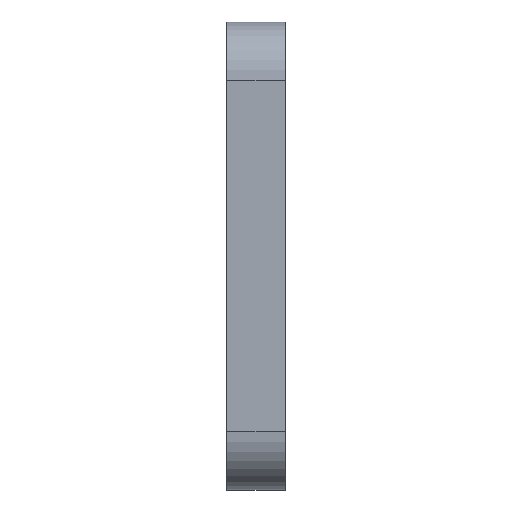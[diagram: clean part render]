
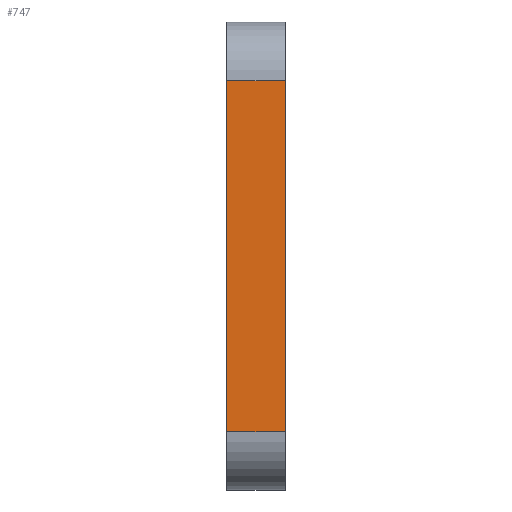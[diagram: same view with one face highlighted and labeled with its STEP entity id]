
A CAD part, left-side view. The second image highlights one B-rep face of the part: STEP entity #747.
In plain terms, the highlighted planar face has unit normal (-1, 0, 0).
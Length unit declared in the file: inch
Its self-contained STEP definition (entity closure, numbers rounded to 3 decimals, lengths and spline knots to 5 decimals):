
#28 = CARTESIAN_POINT ( 'NONE',  ( 0., 0.25, -0.25 ) ) ;
#204 = ORIENTED_EDGE ( 'NONE', *, *, #229, .T. ) ;
#208 = AXIS2_PLACEMENT_3D ( 'NONE', #288, #986, #526 ) ;
#229 = EDGE_CURVE ( 'NONE', #613, #356, #927, .T. ) ;
#248 = VECTOR ( 'NONE', #452, 39.37008 ) ;
#271 = EDGE_LOOP ( 'NONE', ( #1035, #204, #1328, #597 ) ) ;
#288 = CARTESIAN_POINT ( 'NONE',  ( 0., 0.25, 0. ) ) ;
#314 = CARTESIAN_POINT ( 'NONE',  ( 0., 0.25, -1.75 ) ) ;
#356 = VERTEX_POINT ( 'NONE', #28 ) ;
#452 = DIRECTION ( 'NONE',  ( 0., -1., 0. ) ) ;
#526 = DIRECTION ( 'NONE',  ( 0., 0., -1. ) ) ;
#544 = VERTEX_POINT ( 'NONE', #925 ) ;
#566 = CARTESIAN_POINT ( 'NONE',  ( 0., 0.25, 0. ) ) ;
#568 = DIRECTION ( 'NONE',  ( 0., 0., 1. ) ) ;
#597 = ORIENTED_EDGE ( 'NONE', *, *, #1280, .T. ) ;
#613 = VERTEX_POINT ( 'NONE', #1146 ) ;
#683 = DIRECTION ( 'NONE',  ( 0., 1., 0. ) ) ;
#684 = VECTOR ( 'NONE', #1498, 39.37008 ) ;
#747 = ADVANCED_FACE ( 'NONE', ( #1230 ), #1092, .F. ) ;
#905 = EDGE_CURVE ( 'NONE', #544, #356, #1474, .T. ) ;
#925 = CARTESIAN_POINT ( 'NONE',  ( 0., 0.25, -1.75 ) ) ;
#927 = LINE ( 'NONE', #1162, #1052 ) ;
#931 = LINE ( 'NONE', #1155, #1451 ) ;
#986 = DIRECTION ( 'NONE',  ( 1., 0., 0. ) ) ;
#1035 = ORIENTED_EDGE ( 'NONE', *, *, #1226, .T. ) ;
#1052 = VECTOR ( 'NONE', #683, 39.37008 ) ;
#1092 = PLANE ( 'NONE',  #208 ) ;
#1146 = CARTESIAN_POINT ( 'NONE',  ( 0., 0., -0.25 ) ) ;
#1155 = CARTESIAN_POINT ( 'NONE',  ( 0., 0., 0. ) ) ;
#1162 = CARTESIAN_POINT ( 'NONE',  ( 0., 0.25, -0.25 ) ) ;
#1226 = EDGE_CURVE ( 'NONE', #1490, #613, #931, .T. ) ;
#1230 = FACE_OUTER_BOUND ( 'NONE', #271, .T. ) ;
#1280 = EDGE_CURVE ( 'NONE', #544, #1490, #1285, .T. ) ;
#1285 = LINE ( 'NONE', #314, #248 ) ;
#1328 = ORIENTED_EDGE ( 'NONE', *, *, #905, .F. ) ;
#1428 = CARTESIAN_POINT ( 'NONE',  ( 0., 0., -1.75 ) ) ;
#1451 = VECTOR ( 'NONE', #568, 39.37008 ) ;
#1474 = LINE ( 'NONE', #566, #684 ) ;
#1490 = VERTEX_POINT ( 'NONE', #1428 ) ;
#1498 = DIRECTION ( 'NONE',  ( 0., 0., 1. ) ) ;
